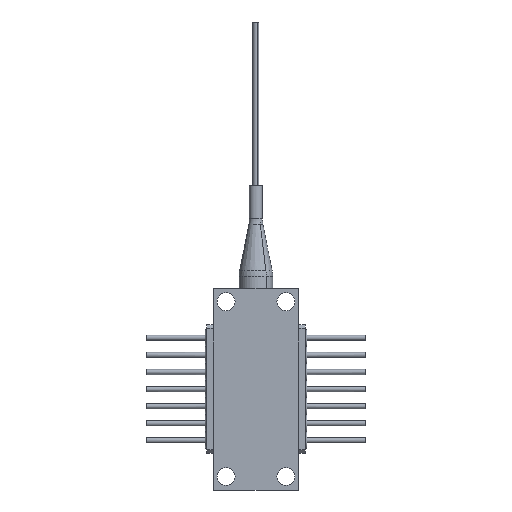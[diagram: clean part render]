
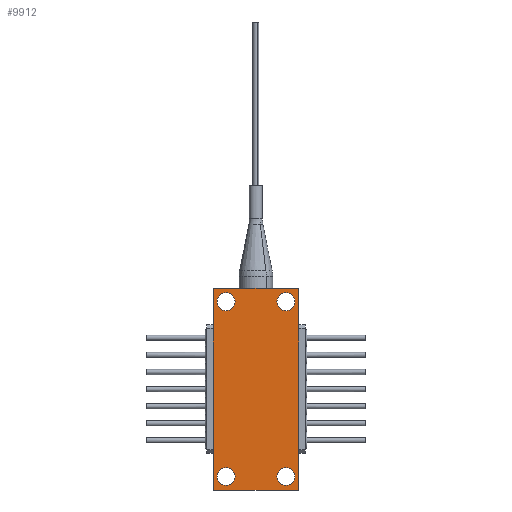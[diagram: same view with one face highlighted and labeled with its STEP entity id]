
A CAD part, front view. The second image highlights one B-rep face of the part: STEP entity #9912.
In plain terms, the highlighted planar face has unit normal (0, -1, 0).
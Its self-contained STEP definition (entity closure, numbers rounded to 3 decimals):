
#1 = VECTOR ( 'NONE', #2350, 1000. ) ;
#54 = EDGE_CURVE ( 'NONE', #3359, #11273, #20418, .T. ) ;
#356 = EDGE_CURVE ( 'NONE', #22568, #3359, #3756, .T. ) ;
#452 = EDGE_CURVE ( 'NONE', #15317, #5444, #2577, .T. ) ;
#607 = VERTEX_POINT ( 'NONE', #19277 ) ;
#1470 = DIRECTION ( 'NONE',  ( 0., 1., 0. ) ) ;
#2179 = AXIS2_PLACEMENT_3D ( 'NONE', #13482, #18430, #22125 ) ;
#2350 = DIRECTION ( 'NONE',  ( 0., 0., 1. ) ) ;
#2502 = EDGE_LOOP ( 'NONE', ( #11000, #22751 ) ) ;
#2540 = CARTESIAN_POINT ( 'NONE',  ( 6.35, -4.9, 14.9 ) ) ;
#2577 = LINE ( 'NONE', #9813, #1 ) ;
#2646 = ORIENTED_EDGE ( 'NONE', *, *, #18461, .T. ) ;
#2653 = AXIS2_PLACEMENT_3D ( 'NONE', #5157, #22741, #6801 ) ;
#2896 = CARTESIAN_POINT ( 'NONE',  ( 6.35, -4.9, -14.9 ) ) ;
#2999 = DIRECTION ( 'NONE',  ( 0., 1., 0. ) ) ;
#3140 = CARTESIAN_POINT ( 'NONE',  ( 4.45, -4.9, 14.335 ) ) ;
#3214 = CARTESIAN_POINT ( 'NONE',  ( -4.45, -4.9, -13. ) ) ;
#3220 = EDGE_CURVE ( 'NONE', #11995, #18202, #12265, .T. ) ;
#3254 = VERTEX_POINT ( 'NONE', #7446 ) ;
#3338 = CIRCLE ( 'NONE', #22093, 0.1 ) ;
#3353 = CARTESIAN_POINT ( 'NONE',  ( 6.25, -4.9, 15. ) ) ;
#3359 = VERTEX_POINT ( 'NONE', #4006 ) ;
#3395 = LINE ( 'NONE', #10623, #8813 ) ;
#3642 = VECTOR ( 'NONE', #11530, 1000. ) ;
#3756 = CIRCLE ( 'NONE', #10183, 0.1 ) ;
#3785 = EDGE_CURVE ( 'NONE', #19920, #6903, #12352, .T. ) ;
#3896 = VERTEX_POINT ( 'NONE', #10795 ) ;
#4006 = CARTESIAN_POINT ( 'NONE',  ( 6.25, -4.9, -15. ) ) ;
#4525 = DIRECTION ( 'NONE',  ( 0., 0., -1. ) ) ;
#4644 = CARTESIAN_POINT ( 'NONE',  ( -6.35, -4.9, -14.9 ) ) ;
#4998 = PLANE ( 'NONE',  #8355 ) ;
#5108 = CARTESIAN_POINT ( 'NONE',  ( 0., -4.9, 0. ) ) ;
#5157 = CARTESIAN_POINT ( 'NONE',  ( 4.45, -4.9, -13. ) ) ;
#5177 = CIRCLE ( 'NONE', #7072, 1.335 ) ;
#5385 = ORIENTED_EDGE ( 'NONE', *, *, #10327, .F. ) ;
#5444 = VERTEX_POINT ( 'NONE', #10360 ) ;
#5785 = VERTEX_POINT ( 'NONE', #6070 ) ;
#6056 = AXIS2_PLACEMENT_3D ( 'NONE', #15596, #6635, #20968 ) ;
#6070 = CARTESIAN_POINT ( 'NONE',  ( -4.45, -4.9, 14.335 ) ) ;
#6175 = ORIENTED_EDGE ( 'NONE', *, *, #14960, .T. ) ;
#6423 = CIRCLE ( 'NONE', #6056, 1.335 ) ;
#6635 = DIRECTION ( 'NONE',  ( 0., 1., 0. ) ) ;
#6758 = DIRECTION ( 'NONE',  ( 0., 1., 0. ) ) ;
#6801 = DIRECTION ( 'NONE',  ( 0., 0., -1. ) ) ;
#6903 = VERTEX_POINT ( 'NONE', #3140 ) ;
#7072 = AXIS2_PLACEMENT_3D ( 'NONE', #8110, #2999, #15512 ) ;
#7219 = CIRCLE ( 'NONE', #2653, 1.335 ) ;
#7249 = DIRECTION ( 'NONE',  ( 0., 0., -1. ) ) ;
#7372 = ORIENTED_EDGE ( 'NONE', *, *, #17474, .T. ) ;
#7446 = CARTESIAN_POINT ( 'NONE',  ( -4.45, -4.9, 11.665 ) ) ;
#7792 = ORIENTED_EDGE ( 'NONE', *, *, #20882, .F. ) ;
#8110 = CARTESIAN_POINT ( 'NONE',  ( -4.45, -4.9, -13. ) ) ;
#8155 = CARTESIAN_POINT ( 'NONE',  ( -6.25, -4.9, -15. ) ) ;
#8355 = AXIS2_PLACEMENT_3D ( 'NONE', #5108, #12520, #7249 ) ;
#8567 = FACE_BOUND ( 'NONE', #11872, .T. ) ;
#8580 = EDGE_CURVE ( 'NONE', #3254, #5785, #13593, .T. ) ;
#8813 = VECTOR ( 'NONE', #10158, 1000. ) ;
#8915 = VERTEX_POINT ( 'NONE', #18692 ) ;
#8971 = CIRCLE ( 'NONE', #17181, 1.335 ) ;
#9228 = ORIENTED_EDGE ( 'NONE', *, *, #356, .F. ) ;
#9351 = DIRECTION ( 'NONE',  ( 0., 0., 1. ) ) ;
#9813 = CARTESIAN_POINT ( 'NONE',  ( -6.35, -4.9, -14.9 ) ) ;
#9864 = DIRECTION ( 'NONE',  ( 0., 1., 0. ) ) ;
#9912 = ADVANCED_FACE ( 'NONE', ( #10322, #13701, #22706, #17455, #8567 ), #4998, .F. ) ;
#10158 = DIRECTION ( 'NONE',  ( 1., 0., 0. ) ) ;
#10183 = AXIS2_PLACEMENT_3D ( 'NONE', #16509, #1470, #22953 ) ;
#10322 = FACE_OUTER_BOUND ( 'NONE', #17011, .T. ) ;
#10327 = EDGE_CURVE ( 'NONE', #18465, #607, #21801, .T. ) ;
#10360 = CARTESIAN_POINT ( 'NONE',  ( -6.35, -4.9, 14.9 ) ) ;
#10381 = ORIENTED_EDGE ( 'NONE', *, *, #16864, .F. ) ;
#10623 = CARTESIAN_POINT ( 'NONE',  ( -6.25, -4.9, 15. ) ) ;
#10625 = AXIS2_PLACEMENT_3D ( 'NONE', #18589, #20329, #9351 ) ;
#10795 = CARTESIAN_POINT ( 'NONE',  ( 4.45, -4.9, -14.335 ) ) ;
#10896 = ORIENTED_EDGE ( 'NONE', *, *, #452, .F. ) ;
#11000 = ORIENTED_EDGE ( 'NONE', *, *, #15918, .T. ) ;
#11246 = AXIS2_PLACEMENT_3D ( 'NONE', #20614, #6758, #4525 ) ;
#11273 = VERTEX_POINT ( 'NONE', #8155 ) ;
#11530 = DIRECTION ( 'NONE',  ( -1., 0., 0. ) ) ;
#11872 = EDGE_LOOP ( 'NONE', ( #2646, #7372 ) ) ;
#11995 = VERTEX_POINT ( 'NONE', #14869 ) ;
#12025 = DIRECTION ( 'NONE',  ( 0., 1., 0. ) ) ;
#12265 = CIRCLE ( 'NONE', #18674, 1.335 ) ;
#12335 = EDGE_CURVE ( 'NONE', #607, #22568, #22495, .T. ) ;
#12352 = CIRCLE ( 'NONE', #2179, 1.335 ) ;
#12520 = DIRECTION ( 'NONE',  ( 0., 1., 0. ) ) ;
#12595 = ORIENTED_EDGE ( 'NONE', *, *, #21197, .F. ) ;
#12763 = ORIENTED_EDGE ( 'NONE', *, *, #12335, .F. ) ;
#13288 = ORIENTED_EDGE ( 'NONE', *, *, #3785, .T. ) ;
#13423 = CARTESIAN_POINT ( 'NONE',  ( -4.45, -4.9, 13. ) ) ;
#13450 = EDGE_LOOP ( 'NONE', ( #13288, #6175 ) ) ;
#13482 = CARTESIAN_POINT ( 'NONE',  ( 4.45, -4.9, 13. ) ) ;
#13593 = CIRCLE ( 'NONE', #19213, 1.335 ) ;
#13701 = FACE_BOUND ( 'NONE', #13450, .T. ) ;
#13901 = DIRECTION ( 'NONE',  ( 0., 0., -1. ) ) ;
#13950 = DIRECTION ( 'NONE',  ( 0., 0., -1. ) ) ;
#14869 = CARTESIAN_POINT ( 'NONE',  ( -4.45, -4.9, -11.665 ) ) ;
#14895 = EDGE_LOOP ( 'NONE', ( #20261, #17610 ) ) ;
#14960 = EDGE_CURVE ( 'NONE', #6903, #19920, #8971, .T. ) ;
#15285 = DIRECTION ( 'NONE',  ( -1., 0., 0. ) ) ;
#15315 = EDGE_CURVE ( 'NONE', #5785, #3254, #23180, .T. ) ;
#15317 = VERTEX_POINT ( 'NONE', #4644 ) ;
#15447 = CARTESIAN_POINT ( 'NONE',  ( -6.25, -4.9, 15. ) ) ;
#15512 = DIRECTION ( 'NONE',  ( 0., 0., -1. ) ) ;
#15596 = CARTESIAN_POINT ( 'NONE',  ( 4.45, -4.9, -13. ) ) ;
#15918 = EDGE_CURVE ( 'NONE', #18202, #11995, #5177, .T. ) ;
#16509 = CARTESIAN_POINT ( 'NONE',  ( 6.25, -4.9, -14.9 ) ) ;
#16522 = CARTESIAN_POINT ( 'NONE',  ( -4.45, -4.9, -14.335 ) ) ;
#16864 = EDGE_CURVE ( 'NONE', #11273, #15317, #3338, .T. ) ;
#17011 = EDGE_LOOP ( 'NONE', ( #12595, #7792, #10896, #10381, #18850, #9228, #12763, #5385 ) ) ;
#17138 = DIRECTION ( 'NONE',  ( 0., 0., -1. ) ) ;
#17181 = AXIS2_PLACEMENT_3D ( 'NONE', #17193, #12025, #22432 ) ;
#17193 = CARTESIAN_POINT ( 'NONE',  ( 4.45, -4.9, 13. ) ) ;
#17432 = VECTOR ( 'NONE', #17138, 1000. ) ;
#17455 = FACE_BOUND ( 'NONE', #14895, .T. ) ;
#17474 = EDGE_CURVE ( 'NONE', #8915, #3896, #6423, .T. ) ;
#17576 = DIRECTION ( 'NONE',  ( 0., 1., 0. ) ) ;
#17610 = ORIENTED_EDGE ( 'NONE', *, *, #15315, .T. ) ;
#18202 = VERTEX_POINT ( 'NONE', #16522 ) ;
#18430 = DIRECTION ( 'NONE',  ( 0., 1., 0. ) ) ;
#18461 = EDGE_CURVE ( 'NONE', #3896, #8915, #7219, .T. ) ;
#18465 = VERTEX_POINT ( 'NONE', #3353 ) ;
#18589 = CARTESIAN_POINT ( 'NONE',  ( 6.25, -4.9, 14.9 ) ) ;
#18674 = AXIS2_PLACEMENT_3D ( 'NONE', #3214, #17576, #13950 ) ;
#18692 = CARTESIAN_POINT ( 'NONE',  ( 4.45, -4.9, -11.665 ) ) ;
#18715 = DIRECTION ( 'NONE',  ( 0., 1., 0. ) ) ;
#18850 = ORIENTED_EDGE ( 'NONE', *, *, #54, .F. ) ;
#19213 = AXIS2_PLACEMENT_3D ( 'NONE', #13423, #18715, #13901 ) ;
#19277 = CARTESIAN_POINT ( 'NONE',  ( 6.35, -4.9, 14.9 ) ) ;
#19349 = CARTESIAN_POINT ( 'NONE',  ( 4.45, -4.9, 11.665 ) ) ;
#19484 = VERTEX_POINT ( 'NONE', #15447 ) ;
#19920 = VERTEX_POINT ( 'NONE', #19349 ) ;
#20261 = ORIENTED_EDGE ( 'NONE', *, *, #8580, .T. ) ;
#20329 = DIRECTION ( 'NONE',  ( 0., 1., 0. ) ) ;
#20418 = LINE ( 'NONE', #22155, #3642 ) ;
#20614 = CARTESIAN_POINT ( 'NONE',  ( -4.45, -4.9, 13. ) ) ;
#20807 = CIRCLE ( 'NONE', #22652, 0.1 ) ;
#20882 = EDGE_CURVE ( 'NONE', #5444, #19484, #20807, .T. ) ;
#20968 = DIRECTION ( 'NONE',  ( 0., 0., -1. ) ) ;
#21130 = DIRECTION ( 'NONE',  ( 0., 0., -1. ) ) ;
#21197 = EDGE_CURVE ( 'NONE', #19484, #18465, #3395, .T. ) ;
#21801 = CIRCLE ( 'NONE', #10625, 0.1 ) ;
#21906 = CARTESIAN_POINT ( 'NONE',  ( -6.25, -4.9, 14.9 ) ) ;
#22093 = AXIS2_PLACEMENT_3D ( 'NONE', #23088, #22872, #21130 ) ;
#22125 = DIRECTION ( 'NONE',  ( 0., 0., -1. ) ) ;
#22155 = CARTESIAN_POINT ( 'NONE',  ( 6.25, -4.9, -15. ) ) ;
#22432 = DIRECTION ( 'NONE',  ( 0., 0., -1. ) ) ;
#22495 = LINE ( 'NONE', #2540, #17432 ) ;
#22568 = VERTEX_POINT ( 'NONE', #2896 ) ;
#22652 = AXIS2_PLACEMENT_3D ( 'NONE', #21906, #9864, #15285 ) ;
#22706 = FACE_BOUND ( 'NONE', #2502, .T. ) ;
#22741 = DIRECTION ( 'NONE',  ( 0., 1., 0. ) ) ;
#22751 = ORIENTED_EDGE ( 'NONE', *, *, #3220, .T. ) ;
#22872 = DIRECTION ( 'NONE',  ( 0., 1., 0. ) ) ;
#22953 = DIRECTION ( 'NONE',  ( 1., 0., 0. ) ) ;
#23088 = CARTESIAN_POINT ( 'NONE',  ( -6.25, -4.9, -14.9 ) ) ;
#23180 = CIRCLE ( 'NONE', #11246, 1.335 ) ;
